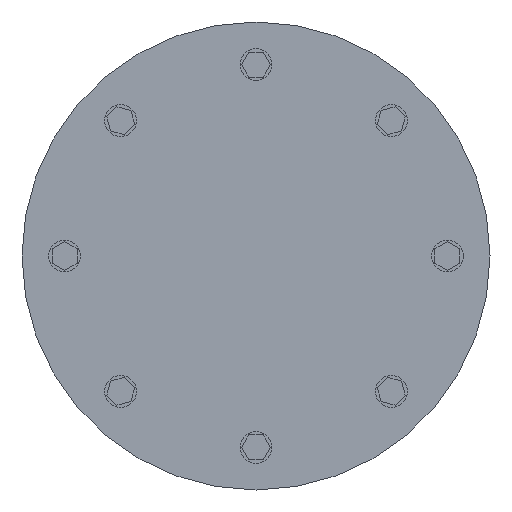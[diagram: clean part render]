
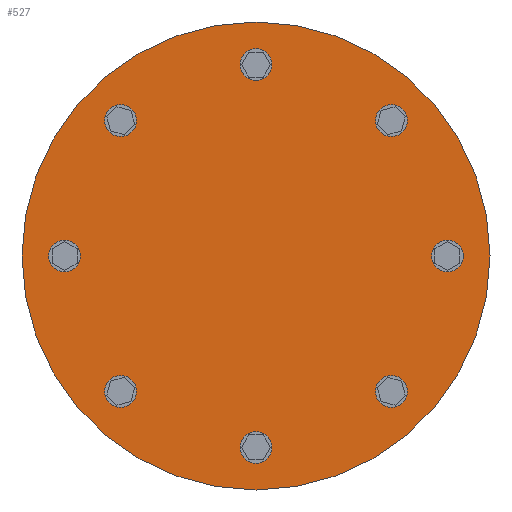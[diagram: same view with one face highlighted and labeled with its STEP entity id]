
A CAD part, left-side view. The second image highlights one B-rep face of the part: STEP entity #527.
In plain terms, the highlighted planar face has unit normal (-1, 0, 0).
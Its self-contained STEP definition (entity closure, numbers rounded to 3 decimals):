
#527 = ADVANCED_FACE( '', ( #1155, #1156, #1157, #1158, #1159, #1160, #1161, #1162, #1163 ), #1164, .F. );
#1155 = FACE_OUTER_BOUND( '', #1870, .T. );
#1156 = FACE_BOUND( '', #1871, .T. );
#1157 = FACE_BOUND( '', #1872, .T. );
#1158 = FACE_BOUND( '', #1873, .T. );
#1159 = FACE_BOUND( '', #1874, .T. );
#1160 = FACE_BOUND( '', #1875, .T. );
#1161 = FACE_BOUND( '', #1876, .T. );
#1162 = FACE_BOUND( '', #1877, .T. );
#1163 = FACE_BOUND( '', #1878, .T. );
#1164 = PLANE( '', #1879 );
#1870 = EDGE_LOOP( '', ( #3230 ) );
#1871 = EDGE_LOOP( '', ( #3231 ) );
#1872 = EDGE_LOOP( '', ( #3232 ) );
#1873 = EDGE_LOOP( '', ( #3233 ) );
#1874 = EDGE_LOOP( '', ( #3234 ) );
#1875 = EDGE_LOOP( '', ( #3235 ) );
#1876 = EDGE_LOOP( '', ( #3236 ) );
#1877 = EDGE_LOOP( '', ( #3237 ) );
#1878 = EDGE_LOOP( '', ( #3238 ) );
#1879 = AXIS2_PLACEMENT_3D( '', #3239, #3240, #3241 );
#3230 = ORIENTED_EDGE( '', *, *, #4160, .F. );
#3231 = ORIENTED_EDGE( '', *, *, #4161, .F. );
#3232 = ORIENTED_EDGE( '', *, *, #4002, .F. );
#3233 = ORIENTED_EDGE( '', *, *, #4024, .F. );
#3234 = ORIENTED_EDGE( '', *, *, #3997, .F. );
#3235 = ORIENTED_EDGE( '', *, *, #4162, .F. );
#3236 = ORIENTED_EDGE( '', *, *, #4163, .F. );
#3237 = ORIENTED_EDGE( '', *, *, #3662, .F. );
#3238 = ORIENTED_EDGE( '', *, *, #4164, .F. );
#3239 = CARTESIAN_POINT( '', ( -100., 0., 0. ) );
#3240 = DIRECTION( '', ( 1., 0., 0. ) );
#3241 = DIRECTION( '', ( 0., 0., -1. ) );
#3662 = EDGE_CURVE( '', #4255, #4255, #4256, .F. );
#3997 = EDGE_CURVE( '', #4788, #4788, #4789, .F. );
#4002 = EDGE_CURVE( '', #4796, #4796, #4797, .F. );
#4024 = EDGE_CURVE( '', #4827, #4827, #4828, .F. );
#4160 = EDGE_CURVE( '', #5015, #5015, #5016, .T. );
#4161 = EDGE_CURVE( '', #5017, #5017, #5018, .F. );
#4162 = EDGE_CURVE( '', #5019, #5019, #5020, .F. );
#4163 = EDGE_CURVE( '', #5021, #5021, #5022, .F. );
#4164 = EDGE_CURVE( '', #5023, #5023, #5024, .F. );
#4255 = VERTEX_POINT( '', #5128 );
#4256 = CIRCLE( '', #5129, 7. );
#4788 = VERTEX_POINT( '', #5861 );
#4789 = CIRCLE( '', #5862, 7. );
#4796 = VERTEX_POINT( '', #5869 );
#4797 = CIRCLE( '', #5870, 7. );
#4827 = VERTEX_POINT( '', #5909 );
#4828 = CIRCLE( '', #5910, 7. );
#5015 = VERTEX_POINT( '', #6163 );
#5016 = CIRCLE( '', #6164, 103. );
#5017 = VERTEX_POINT( '', #6165 );
#5018 = CIRCLE( '', #6166, 7. );
#5019 = VERTEX_POINT( '', #6167 );
#5020 = CIRCLE( '', #6168, 7. );
#5021 = VERTEX_POINT( '', #6169 );
#5022 = CIRCLE( '', #6170, 7. );
#5023 = VERTEX_POINT( '', #6171 );
#5024 = CIRCLE( '', #6172, 7. );
#5128 = CARTESIAN_POINT( '', ( -100., 0., -91.251 ) );
#5129 = AXIS2_PLACEMENT_3D( '', #6282, #6283, #6284 );
#5861 = CARTESIAN_POINT( '', ( -100., -59.574, -66.574 ) );
#5862 = AXIS2_PLACEMENT_3D( '', #6623, #6624, #6625 );
#5869 = CARTESIAN_POINT( '', ( -100., -59.574, 52.574 ) );
#5870 = AXIS2_PLACEMENT_3D( '', #6632, #6633, #6634 );
#5909 = CARTESIAN_POINT( '', ( -100., 59.574, -66.574 ) );
#5910 = AXIS2_PLACEMENT_3D( '', #6656, #6657, #6658 );
#6163 = CARTESIAN_POINT( '', ( -100., 0., -103. ) );
#6164 = AXIS2_PLACEMENT_3D( '', #6782, #6783, #6784 );
#6165 = CARTESIAN_POINT( '', ( -100., 84.251, -7. ) );
#6166 = AXIS2_PLACEMENT_3D( '', #6785, #6786, #6787 );
#6167 = CARTESIAN_POINT( '', ( -100., 59.574, 52.574 ) );
#6168 = AXIS2_PLACEMENT_3D( '', #6788, #6789, #6790 );
#6169 = CARTESIAN_POINT( '', ( -100., 0., 77.251 ) );
#6170 = AXIS2_PLACEMENT_3D( '', #6791, #6792, #6793 );
#6171 = CARTESIAN_POINT( '', ( -100., -84.251, -7. ) );
#6172 = AXIS2_PLACEMENT_3D( '', #6794, #6795, #6796 );
#6282 = CARTESIAN_POINT( '', ( -100., 0., -84.251 ) );
#6283 = DIRECTION( '', ( 1., 0., 0. ) );
#6284 = DIRECTION( '', ( 0., 0., -1. ) );
#6623 = CARTESIAN_POINT( '', ( -100., -59.574, -59.574 ) );
#6624 = DIRECTION( '', ( 1., 0., 0. ) );
#6625 = DIRECTION( '', ( 0., 0., -1. ) );
#6632 = CARTESIAN_POINT( '', ( -100., -59.574, 59.574 ) );
#6633 = DIRECTION( '', ( 1., 0., 0. ) );
#6634 = DIRECTION( '', ( 0., 0., -1. ) );
#6656 = CARTESIAN_POINT( '', ( -100., 59.574, -59.574 ) );
#6657 = DIRECTION( '', ( 1., 0., 0. ) );
#6658 = DIRECTION( '', ( 0., 0., -1. ) );
#6782 = CARTESIAN_POINT( '', ( -100., 0., 0. ) );
#6783 = DIRECTION( '', ( 1., 0., 0. ) );
#6784 = DIRECTION( '', ( 0., 0., -1. ) );
#6785 = CARTESIAN_POINT( '', ( -100., 84.251, 0. ) );
#6786 = DIRECTION( '', ( 1., 0., 0. ) );
#6787 = DIRECTION( '', ( 0., 0., -1. ) );
#6788 = CARTESIAN_POINT( '', ( -100., 59.574, 59.574 ) );
#6789 = DIRECTION( '', ( 1., 0., 0. ) );
#6790 = DIRECTION( '', ( 0., 0., -1. ) );
#6791 = CARTESIAN_POINT( '', ( -100., 0., 84.251 ) );
#6792 = DIRECTION( '', ( 1., 0., 0. ) );
#6793 = DIRECTION( '', ( 0., 0., -1. ) );
#6794 = CARTESIAN_POINT( '', ( -100., -84.251, 0. ) );
#6795 = DIRECTION( '', ( 1., 0., 0. ) );
#6796 = DIRECTION( '', ( 0., 0., -1. ) );
